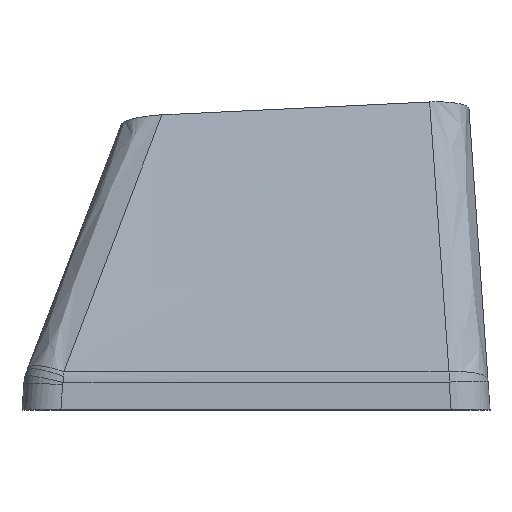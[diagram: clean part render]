
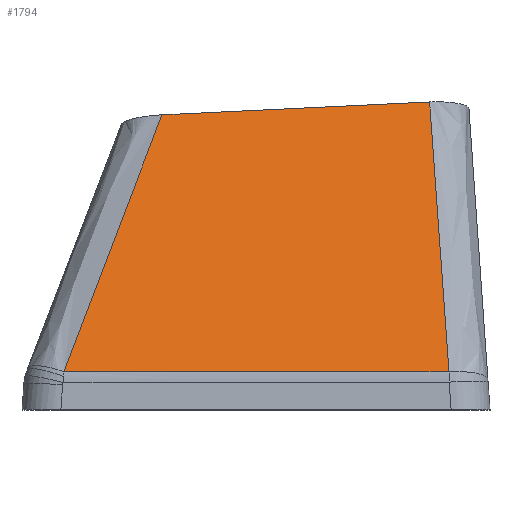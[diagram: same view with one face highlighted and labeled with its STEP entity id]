
A CAD part, top view. The second image highlights one B-rep face of the part: STEP entity #1794.
In plain terms, the highlighted free-form (B-spline) face has degree [3, 3] with [4, 4] control points.
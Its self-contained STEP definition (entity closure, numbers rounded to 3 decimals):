
#36=B_SPLINE_CURVE_WITH_KNOTS('',3,(#2890,#2891,#2892,#2893),
 .UNSPECIFIED.,.F.,.F.,(4,4),(0.148,1.629),
 .UNSPECIFIED.);
#46=B_SPLINE_CURVE_WITH_KNOTS('',3,(#3085,#3086,#3087,#3088),
 .UNSPECIFIED.,.F.,.F.,(4,4),(-1.096,0.),
 .UNSPECIFIED.);
#48=B_SPLINE_CURVE_WITH_KNOTS('',3,(#3116,#3117,#3118,#3119),
 .UNSPECIFIED.,.F.,.F.,(4,4),(0.,1.08),
 .UNSPECIFIED.);
#125=B_SPLINE_SURFACE_WITH_KNOTS('',3,3,((#3099,#3100,#3101,#3102),(#3103,
#3104,#3105,#3106),(#3107,#3108,#3109,#3110),(#3111,#3112,#3113,#3114)),
 .UNSPECIFIED.,.F.,.F.,.F.,(4,4),(4,4),(0.083,0.918),
(0.,0.982),.UNSPECIFIED.);
#229=FACE_OUTER_BOUND('',#333,.T.);
#333=EDGE_LOOP('',(#1287,#1288,#1289,#1290));
#460=LINE('',#3120,#603);
#603=VECTOR('',#2212,10.);
#760=VERTEX_POINT('',#2815);
#763=VERTEX_POINT('',#2863);
#771=VERTEX_POINT('',#3084);
#772=VERTEX_POINT('',#3115);
#957=EDGE_CURVE('',#763,#760,#36,.T.);
#971=EDGE_CURVE('',#760,#771,#46,.T.);
#973=EDGE_CURVE('',#772,#763,#48,.T.);
#974=EDGE_CURVE('',#772,#771,#460,.T.);
#1287=ORIENTED_EDGE('',*,*,#957,.F.);
#1288=ORIENTED_EDGE('',*,*,#973,.F.);
#1289=ORIENTED_EDGE('',*,*,#974,.T.);
#1290=ORIENTED_EDGE('',*,*,#971,.F.);
#1794=ADVANCED_FACE('',(#229),#125,.T.);
#2212=DIRECTION('',(-0.999,-0.048,0.));
#2815=CARTESIAN_POINT('',(-7.388,1.451,8.854));
#2863=CARTESIAN_POINT('',(7.423,1.439,8.86));
#2890=CARTESIAN_POINT('Ctrl Pts',(7.423,1.439,8.86));
#2891=CARTESIAN_POINT('Ctrl Pts',(2.486,1.443,8.858));
#2892=CARTESIAN_POINT('Ctrl Pts',(-2.451,1.447,8.856));
#2893=CARTESIAN_POINT('Ctrl Pts',(-7.388,1.451,8.854));
#3084=CARTESIAN_POINT('',(-3.616,11.334,6.));
#3085=CARTESIAN_POINT('Ctrl Pts',(-7.388,1.451,8.854));
#3086=CARTESIAN_POINT('Ctrl Pts',(-6.129,4.745,7.901));
#3087=CARTESIAN_POINT('Ctrl Pts',(-4.871,8.039,6.949));
#3088=CARTESIAN_POINT('Ctrl Pts',(-3.616,11.334,6.));
#3099=CARTESIAN_POINT('Ctrl Pts',(7.067,11.847,6.));
#3100=CARTESIAN_POINT('Ctrl Pts',(7.186,8.378,6.953));
#3101=CARTESIAN_POINT('Ctrl Pts',(7.304,4.908,7.907));
#3102=CARTESIAN_POINT('Ctrl Pts',(7.423,1.439,8.86));
#3103=CARTESIAN_POINT('Ctrl Pts',(3.382,11.67,6.));
#3104=CARTESIAN_POINT('Ctrl Pts',(3.083,8.259,6.953));
#3105=CARTESIAN_POINT('Ctrl Pts',(2.783,4.847,7.907));
#3106=CARTESIAN_POINT('Ctrl Pts',(2.484,1.436,8.86));
#3107=CARTESIAN_POINT('Ctrl Pts',(-0.303,11.493,6.));
#3108=CARTESIAN_POINT('Ctrl Pts',(-1.021,8.14,6.953));
#3109=CARTESIAN_POINT('Ctrl Pts',(-1.738,4.786,7.907));
#3110=CARTESIAN_POINT('Ctrl Pts',(-2.456,1.432,8.86));
#3111=CARTESIAN_POINT('Ctrl Pts',(-3.988,11.316,6.));
#3112=CARTESIAN_POINT('Ctrl Pts',(-5.124,8.02,6.953));
#3113=CARTESIAN_POINT('Ctrl Pts',(-6.26,4.725,7.907));
#3114=CARTESIAN_POINT('Ctrl Pts',(-7.396,1.429,8.86));
#3115=CARTESIAN_POINT('',(6.678,11.828,6.));
#3116=CARTESIAN_POINT('Ctrl Pts',(6.678,11.828,6.));
#3117=CARTESIAN_POINT('Ctrl Pts',(6.928,8.366,6.956));
#3118=CARTESIAN_POINT('Ctrl Pts',(7.176,4.902,7.908));
#3119=CARTESIAN_POINT('Ctrl Pts',(7.423,1.439,8.86));
#3120=CARTESIAN_POINT('',(8.168,11.9,6.));
